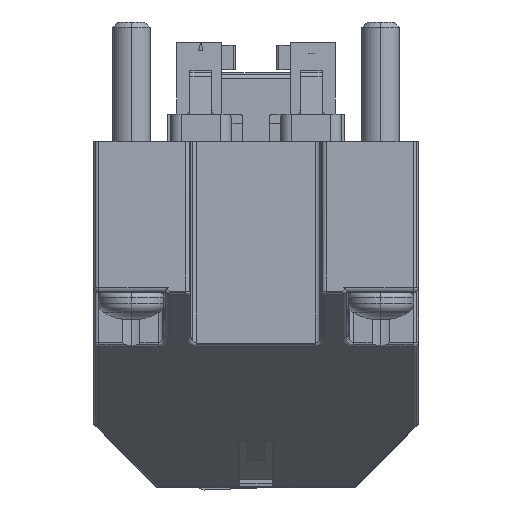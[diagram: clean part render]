
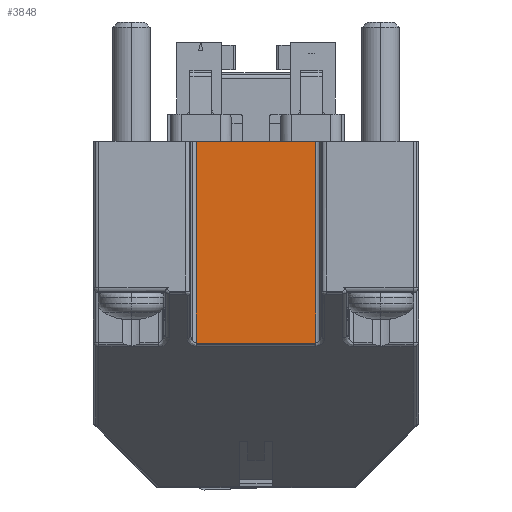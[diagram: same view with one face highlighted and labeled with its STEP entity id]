
A CAD part, front view. The second image highlights one B-rep face of the part: STEP entity #3848.
In plain terms, the highlighted planar face has unit normal (0, -1, 0).
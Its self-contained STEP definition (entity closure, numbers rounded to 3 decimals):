
#3828=AXIS2_PLACEMENT_3D('Plane Axis2P3D',#3825,#3826,#3827) ;
#1570=CARTESIAN_POINT('Vertex',(9.5,6.,32.)) ;
#1573=CARTESIAN_POINT('Line Origine',(15.,6.,32.)) ;
#1577=CARTESIAN_POINT('Vertex',(20.5,6.,32.)) ;
#3810=CARTESIAN_POINT('Vertex',(9.5,6.,13.366)) ;
#3813=CARTESIAN_POINT('Line Origine',(9.5,6.,23.189)) ;
#3825=CARTESIAN_POINT('Axis2P3D Location',(0.,6.,30.)) ;
#3830=CARTESIAN_POINT('Line Origine',(20.5,6.,22.683)) ;
#3834=CARTESIAN_POINT('Vertex',(20.5,6.,13.366)) ;
#3837=CARTESIAN_POINT('Line Origine',(15.,6.,13.366)) ;
#1574=DIRECTION('Vector Direction',(-1.,0.,0.)) ;
#3814=DIRECTION('Vector Direction',(0.,0.,-1.)) ;
#3826=DIRECTION('Axis2P3D Direction',(0.,-1.,0.)) ;
#3827=DIRECTION('Axis2P3D XDirection',(0.,0.,1.)) ;
#3831=DIRECTION('Vector Direction',(0.,0.,1.)) ;
#3838=DIRECTION('Vector Direction',(-1.,0.,0.)) ;
#1575=VECTOR('Line Direction',#1574,1.) ;
#3815=VECTOR('Line Direction',#3814,1.) ;
#3832=VECTOR('Line Direction',#3831,1.) ;
#3839=VECTOR('Line Direction',#3838,1.) ;
#3843=ORIENTED_EDGE('',*,*,#3836,.T.) ;
#3844=ORIENTED_EDGE('',*,*,#1579,.T.) ;
#3845=ORIENTED_EDGE('',*,*,#3817,.F.) ;
#3846=ORIENTED_EDGE('',*,*,#3841,.F.) ;
#3848=ADVANCED_FACE('Hauptk\X2\00F6\X0\rper',(#3847),#3829,.T.) ;
#1579=EDGE_CURVE('',#1578,#1571,#1576,.T.) ;
#3817=EDGE_CURVE('',#3811,#1571,#3816,.F.) ;
#3836=EDGE_CURVE('',#3835,#1578,#3833,.T.) ;
#3841=EDGE_CURVE('',#3835,#3811,#3840,.T.) ;
#3842=EDGE_LOOP('',(#3843,#3844,#3845,#3846)) ;
#3847=FACE_OUTER_BOUND('',#3842,.T.) ;
#1576=LINE('Line',#1573,#1575) ;
#3816=LINE('Line',#3813,#3815) ;
#3833=LINE('Line',#3830,#3832) ;
#3840=LINE('Line',#3837,#3839) ;
#3829=PLANE('',#3828) ;
#1571=VERTEX_POINT('',#1570) ;
#1578=VERTEX_POINT('',#1577) ;
#3811=VERTEX_POINT('',#3810) ;
#3835=VERTEX_POINT('',#3834) ;
